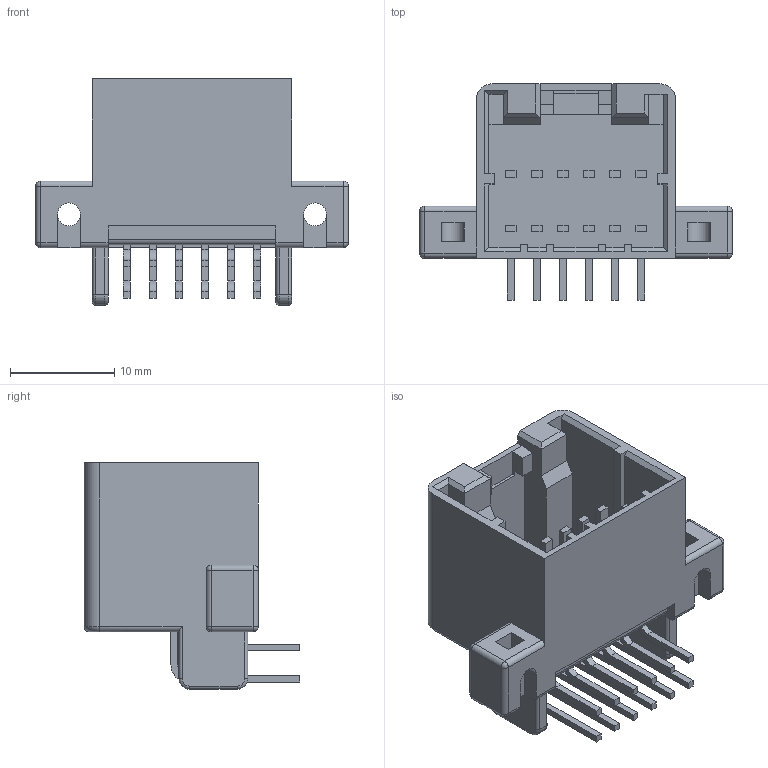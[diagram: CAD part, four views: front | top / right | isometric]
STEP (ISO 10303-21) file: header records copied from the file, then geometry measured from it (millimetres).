
FILE_DESCRIPTION((''),'2;1');
FILE_NAME('C-174051-2','2009-07-06T',('workeradm'),(''),'PRO/ENGINEER BY PARAMETRIC TECHNOLOGY CORPORATION, 2008380','PRO/ENGINEER BY PARAMETRIC TECHNOLOGY CORPORATION, 2008380','');
FILE_SCHEMA(('AUTOMOTIVE_DESIGN { 1 0 10303 214 1 1 1 1 }'));
Length unit declared in the file: millimetre
Products named in the file (1): C-174051-2
Bounding box: 30 x 20.7 x 21.7 mm (x, y, z)
Volume: 2594.7 mm3; surface area: 3942.6 mm2
Topology: 1 solids, 1 shells, 368 faces, 964 edges, 610 vertices
Faces by surface type: plane 278, cylinder 72, torus 10, sphere 8
Entity records: 11164 total; most frequent: CARTESIAN_POINT 1959, ORIENTED_EDGE 1928, DIRECTION 1850, EDGE_CURVE 964, VECTOR 810, LINE 810, VERTEX_POINT 610, AXIS2_PLACEMENT_3D 520
